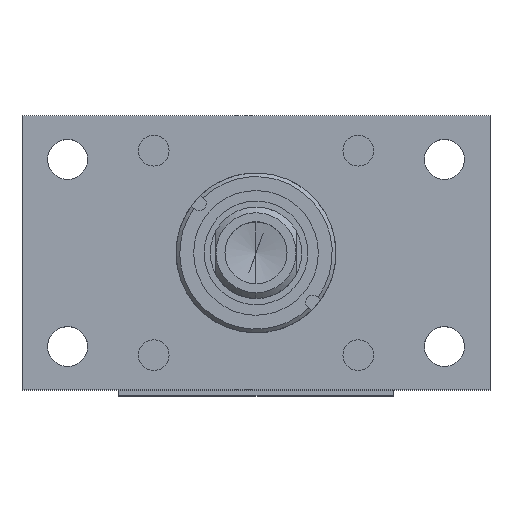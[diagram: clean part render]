
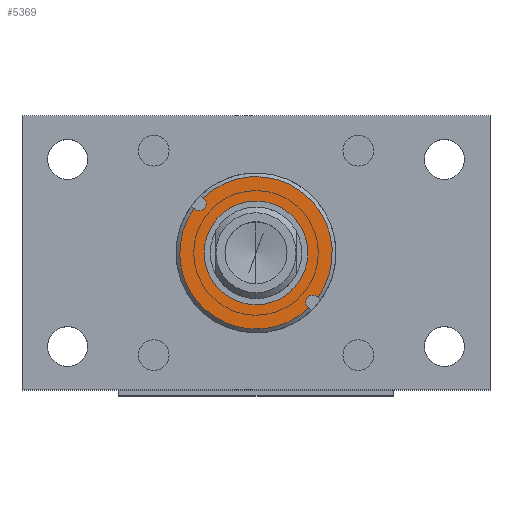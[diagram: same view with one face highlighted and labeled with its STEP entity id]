
A CAD part, top view. The second image highlights one B-rep face of the part: STEP entity #5369.
In plain terms, the highlighted planar face has unit normal (0, 0, 1).
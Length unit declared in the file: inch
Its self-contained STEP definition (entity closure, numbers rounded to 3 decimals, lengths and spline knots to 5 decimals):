
#224 = EDGE_CURVE ( 'NONE', #4900, #528, #3864, .T. ) ;
#421 = VECTOR ( 'NONE', #7307, 39.37008 ) ;
#528 = VERTEX_POINT ( 'NONE', #6477 ) ;
#578 = CARTESIAN_POINT ( 'NONE',  ( 19.33958, 31.20342, -2.69734 ) ) ;
#712 = DIRECTION ( 'NONE',  ( -1., 0., 0. ) ) ;
#774 = CARTESIAN_POINT ( 'NONE',  ( 19.33958, 31.45966, -2.69734 ) ) ;
#779 = AXIS2_PLACEMENT_3D ( 'NONE', #3782, #7891, #3118 ) ;
#877 = VERTEX_POINT ( 'NONE', #4285 ) ;
#923 = VERTEX_POINT ( 'NONE', #6401 ) ;
#1061 = CARTESIAN_POINT ( 'NONE',  ( 19.41758, 30.63592, -2.69734 ) ) ;
#1118 = EDGE_CURVE ( 'NONE', #6055, #5642, #5218, .T. ) ;
#1463 = FACE_OUTER_BOUND ( 'NONE', #1761, .T. ) ;
#1500 = AXIS2_PLACEMENT_3D ( 'NONE', #7776, #7652, #1781 ) ;
#1554 = AXIS2_PLACEMENT_3D ( 'NONE', #1889, #3799, #3868 ) ;
#1599 = CARTESIAN_POINT ( 'NONE',  ( 19.41758, 30.63592, -2.69734 ) ) ;
#1708 = CARTESIAN_POINT ( 'NONE',  ( 19.49558, 29.81218, -2.69734 ) ) ;
#1716 = ORIENTED_EDGE ( 'NONE', *, *, #5961, .T. ) ;
#1761 = EDGE_LOOP ( 'NONE', ( #8310, #4666, #2548, #3105, #6903, #1716, #2034, #8344, #6291 ) ) ;
#1781 = DIRECTION ( 'NONE',  ( -1., 0., 0. ) ) ;
#1840 = CARTESIAN_POINT ( 'NONE',  ( 19.49558, 31.20342, -2.69734 ) ) ;
#1889 = CARTESIAN_POINT ( 'NONE',  ( 19.41758, 31.20342, -2.69734 ) ) ;
#2007 = EDGE_CURVE ( 'NONE', #2150, #8631, #6992, .T. ) ;
#2020 = DIRECTION ( 'NONE',  ( 0., 0., -1. ) ) ;
#2034 = ORIENTED_EDGE ( 'NONE', *, *, #7904, .T. ) ;
#2065 = EDGE_CURVE ( 'NONE', #528, #4900, #2979, .T. ) ;
#2094 = CARTESIAN_POINT ( 'NONE',  ( 19.41758, 31.45966, -2.69734 ) ) ;
#2113 = EDGE_CURVE ( 'NONE', #4190, #5642, #6576, .T. ) ;
#2150 = VERTEX_POINT ( 'NONE', #2510 ) ;
#2275 = DIRECTION ( 'NONE',  ( 1., 0., 0. ) ) ;
#2291 = LINE ( 'NONE', #1840, #421 ) ;
#2322 = ORIENTED_EDGE ( 'NONE', *, *, #2065, .F. ) ;
#2400 = CARTESIAN_POINT ( 'NONE',  ( 19.33958, 31.46727, -2.69734 ) ) ;
#2510 = CARTESIAN_POINT ( 'NONE',  ( 19.49558, 29.80457, -2.69734 ) ) ;
#2548 = ORIENTED_EDGE ( 'NONE', *, *, #6805, .T. ) ;
#2630 = AXIS2_PLACEMENT_3D ( 'NONE', #3860, #7853, #3944 ) ;
#2677 = DIRECTION ( 'NONE',  ( 0., 0., 1. ) ) ;
#2686 = AXIS2_PLACEMENT_3D ( 'NONE', #2094, #2020, #712 ) ;
#2979 = CIRCLE ( 'NONE', #2630, 0.5675 ) ;
#3044 = AXIS2_PLACEMENT_3D ( 'NONE', #6725, #2677, #4713 ) ;
#3073 = DIRECTION ( 'NONE',  ( 0., 1., 0. ) ) ;
#3105 = ORIENTED_EDGE ( 'NONE', *, *, #1118, .T. ) ;
#3118 = DIRECTION ( 'NONE',  ( 1., 0., 0. ) ) ;
#3551 = CIRCLE ( 'NONE', #3044, 0.835 ) ;
#3754 = DIRECTION ( 'NONE',  ( 1., 0., 0. ) ) ;
#3782 = CARTESIAN_POINT ( 'NONE',  ( 19.41758, 30.63592, -2.69734 ) ) ;
#3799 = DIRECTION ( 'NONE',  ( 0., 0., -1. ) ) ;
#3860 = CARTESIAN_POINT ( 'NONE',  ( 19.41758, 30.63592, -2.69734 ) ) ;
#3864 = CIRCLE ( 'NONE', #3947, 0.5675 ) ;
#3868 = DIRECTION ( 'NONE',  ( 0., -1., 0. ) ) ;
#3880 = DIRECTION ( 'NONE',  ( 0., 0., 1. ) ) ;
#3944 = DIRECTION ( 'NONE',  ( 1., 0., 0. ) ) ;
#3947 = AXIS2_PLACEMENT_3D ( 'NONE', #1599, #6322, #2275 ) ;
#4190 = VERTEX_POINT ( 'NONE', #2400 ) ;
#4285 = CARTESIAN_POINT ( 'NONE',  ( 19.49558, 31.46727, -2.69734 ) ) ;
#4400 = CARTESIAN_POINT ( 'NONE',  ( 19.33958, 29.81218, -2.69734 ) ) ;
#4577 = VECTOR ( 'NONE', #7903, 39.37008 ) ;
#4594 = PLANE ( 'NONE',  #1554 ) ;
#4666 = ORIENTED_EDGE ( 'NONE', *, *, #7730, .T. ) ;
#4713 = DIRECTION ( 'NONE',  ( 1., 0., 0. ) ) ;
#4866 = EDGE_LOOP ( 'NONE', ( #2322, #6520 ) ) ;
#4900 = VERTEX_POINT ( 'NONE', #8345 ) ;
#5218 = CIRCLE ( 'NONE', #2686, 0.078 ) ;
#5240 = CIRCLE ( 'NONE', #7291, 0.835 ) ;
#5369 = ADVANCED_FACE ( 'NONE', ( #1463, #6647 ), #4594, .F. ) ;
#5642 = VERTEX_POINT ( 'NONE', #774 ) ;
#5885 = VECTOR ( 'NONE', #7288, 39.37008 ) ;
#5922 = EDGE_CURVE ( 'NONE', #7742, #8631, #8629, .T. ) ;
#5961 = EDGE_CURVE ( 'NONE', #4190, #8618, #6425, .T. ) ;
#6055 = VERTEX_POINT ( 'NONE', #7197 ) ;
#6255 = VECTOR ( 'NONE', #3073, 39.37008 ) ;
#6291 = ORIENTED_EDGE ( 'NONE', *, *, #5922, .T. ) ;
#6322 = DIRECTION ( 'NONE',  ( 0., 0., 1. ) ) ;
#6401 = CARTESIAN_POINT ( 'NONE',  ( 19.33958, 29.80457, -2.69734 ) ) ;
#6425 = CIRCLE ( 'NONE', #779, 0.835 ) ;
#6477 = CARTESIAN_POINT ( 'NONE',  ( 19.98508, 30.63592, -2.69734 ) ) ;
#6520 = ORIENTED_EDGE ( 'NONE', *, *, #224, .F. ) ;
#6576 = LINE ( 'NONE', #7296, #4577 ) ;
#6647 = FACE_BOUND ( 'NONE', #4866, .T. ) ;
#6725 = CARTESIAN_POINT ( 'NONE',  ( 19.41758, 30.63592, -2.69734 ) ) ;
#6805 = EDGE_CURVE ( 'NONE', #877, #6055, #2291, .T. ) ;
#6903 = ORIENTED_EDGE ( 'NONE', *, *, #2113, .F. ) ;
#6992 = LINE ( 'NONE', #7057, #6255 ) ;
#7057 = CARTESIAN_POINT ( 'NONE',  ( 19.49558, 31.20342, -2.69734 ) ) ;
#7197 = CARTESIAN_POINT ( 'NONE',  ( 19.49558, 31.45966, -2.69734 ) ) ;
#7288 = DIRECTION ( 'NONE',  ( 0., 1., 0. ) ) ;
#7291 = AXIS2_PLACEMENT_3D ( 'NONE', #1061, #3880, #3754 ) ;
#7296 = CARTESIAN_POINT ( 'NONE',  ( 19.33958, 31.20342, -2.69734 ) ) ;
#7307 = DIRECTION ( 'NONE',  ( 0., -1., 0. ) ) ;
#7652 = DIRECTION ( 'NONE',  ( 0., 0., -1. ) ) ;
#7700 = CARTESIAN_POINT ( 'NONE',  ( 18.58258, 30.63592, -2.69734 ) ) ;
#7730 = EDGE_CURVE ( 'NONE', #2150, #877, #3551, .T. ) ;
#7742 = VERTEX_POINT ( 'NONE', #4400 ) ;
#7776 = CARTESIAN_POINT ( 'NONE',  ( 19.41758, 29.81218, -2.69734 ) ) ;
#7853 = DIRECTION ( 'NONE',  ( 0., 0., 1. ) ) ;
#7891 = DIRECTION ( 'NONE',  ( 0., 0., 1. ) ) ;
#7903 = DIRECTION ( 'NONE',  ( 0., -1., 0. ) ) ;
#7904 = EDGE_CURVE ( 'NONE', #8618, #923, #5240, .T. ) ;
#8075 = EDGE_CURVE ( 'NONE', #923, #7742, #8183, .T. ) ;
#8183 = LINE ( 'NONE', #578, #5885 ) ;
#8310 = ORIENTED_EDGE ( 'NONE', *, *, #2007, .F. ) ;
#8344 = ORIENTED_EDGE ( 'NONE', *, *, #8075, .T. ) ;
#8345 = CARTESIAN_POINT ( 'NONE',  ( 18.85008, 30.63592, -2.69734 ) ) ;
#8618 = VERTEX_POINT ( 'NONE', #7700 ) ;
#8629 = CIRCLE ( 'NONE', #1500, 0.078 ) ;
#8631 = VERTEX_POINT ( 'NONE', #1708 ) ;
